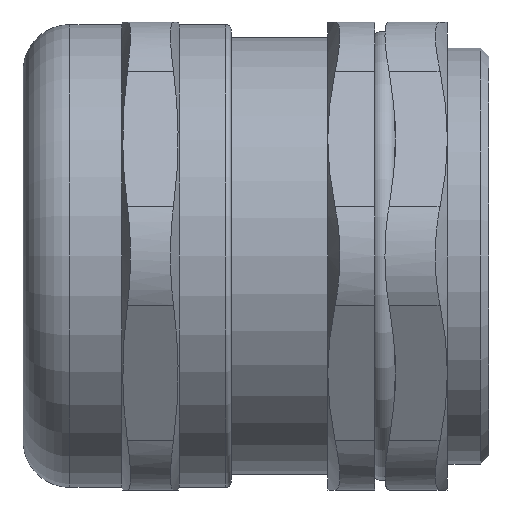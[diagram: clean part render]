
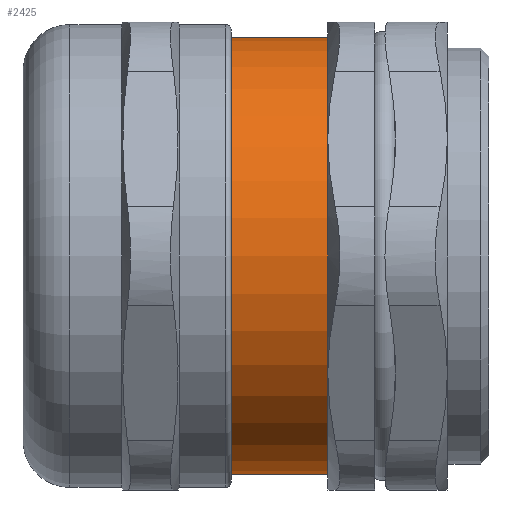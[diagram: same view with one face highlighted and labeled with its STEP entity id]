
A CAD part, left-side view. The second image highlights one B-rep face of the part: STEP entity #2425.
In plain terms, the highlighted cylindrical face has radius 21 mm (diameter 42 mm), a full revolution.
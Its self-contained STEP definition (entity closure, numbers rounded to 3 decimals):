
#125=CYLINDRICAL_SURFACE('',#2629,21.);
#291=LINE('',#5162,#453);
#453=VECTOR('',#3100,21.);
#655=FACE_OUTER_BOUND('',#810,.T.);
#810=EDGE_LOOP('',(#2009,#2010,#2011,#2012));
#872=CIRCLE('',#2514,21.);
#916=CIRCLE('',#2630,21.);
#1000=VERTEX_POINT('',#4128);
#1103=VERTEX_POINT('',#5161);
#1246=EDGE_CURVE('',#1000,#1000,#872,.T.);
#1418=EDGE_CURVE('',#1000,#1103,#291,.T.);
#1419=EDGE_CURVE('',#1103,#1103,#916,.T.);
#2009=ORIENTED_EDGE('',*,*,#1246,.T.);
#2010=ORIENTED_EDGE('',*,*,#1418,.T.);
#2011=ORIENTED_EDGE('',*,*,#1419,.T.);
#2012=ORIENTED_EDGE('',*,*,#1418,.F.);
#2425=ADVANCED_FACE('',(#655),#125,.T.);
#2514=AXIS2_PLACEMENT_3D('',#4129,#2772,#2773);
#2629=AXIS2_PLACEMENT_3D('',#5160,#3098,#3099);
#2630=AXIS2_PLACEMENT_3D('',#5163,#3101,#3102);
#2772=DIRECTION('center_axis',(0.,-1.,0.));
#2773=DIRECTION('ref_axis',(-1.,0.,0.));
#3098=DIRECTION('center_axis',(0.,1.,0.));
#3099=DIRECTION('ref_axis',(-1.,0.,0.));
#3100=DIRECTION('',(0.,-1.,0.));
#3101=DIRECTION('center_axis',(0.,1.,0.));
#3102=DIRECTION('ref_axis',(-1.,0.,0.));
#4128=CARTESIAN_POINT('',(19.092,25.473,0.));
#4129=CARTESIAN_POINT('Origin',(-1.908,25.473,0.));
#5160=CARTESIAN_POINT('Origin',(-1.908,21.173,0.));
#5161=CARTESIAN_POINT('',(19.092,16.173,0.));
#5162=CARTESIAN_POINT('',(19.092,21.173,0.));
#5163=CARTESIAN_POINT('Origin',(-1.908,16.173,0.));
